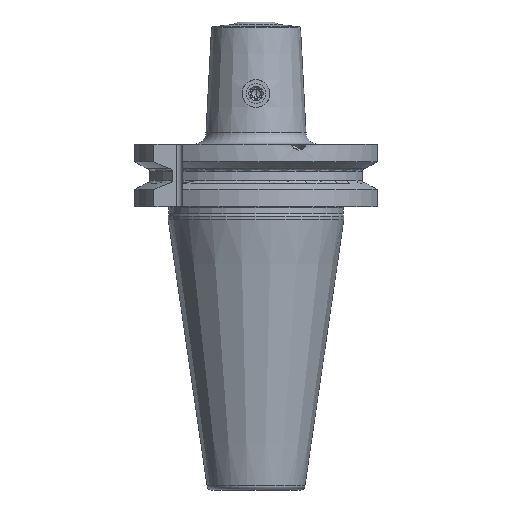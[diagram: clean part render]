
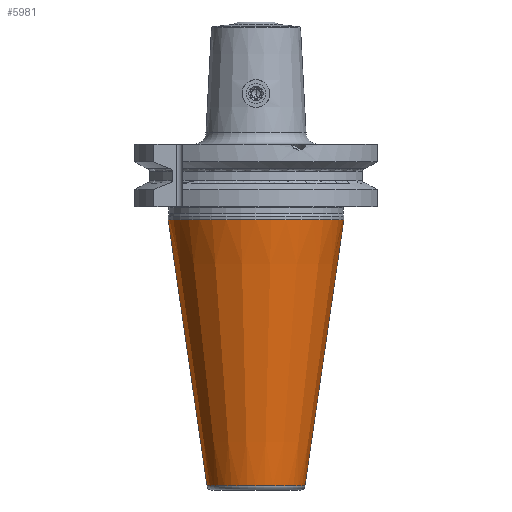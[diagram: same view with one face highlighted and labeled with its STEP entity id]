
A CAD part, left-side view. The second image highlights one B-rep face of the part: STEP entity #5981.
In plain terms, the highlighted conical face has half-angle 8.3 degrees and reference radius 17.311 mm.
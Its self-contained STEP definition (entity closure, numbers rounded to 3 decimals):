
#3055=CARTESIAN_POINT('',(0.,0.,-67.373));
#3056=DIRECTION('',(0.,0.,-1.));
#3057=DIRECTION('',(0.,-1.,0.));
#3058=AXIS2_PLACEMENT_3D('',#3055,#3056,#3057);
#3071=DIRECTION('',(0.,-0.144,-0.99));
#3072=VECTOR('',#3071,68.086);
#3073=CARTESIAN_POINT('',(0.,22.225,0.));
#3074=LINE('',#3073,#3072);
#3078=CARTESIAN_POINT('',(0.,0.,0.));
#3079=DIRECTION('',(0.,0.,-1.));
#3080=DIRECTION('',(0.,-1.,0.));
#3081=AXIS2_PLACEMENT_3D('',#3078,#3079,#3080);
#3086=DIRECTION('',(0.,0.144,-0.99));
#3087=VECTOR('',#3086,68.086);
#3088=CARTESIAN_POINT('',(0.,-22.225,0.));
#3089=LINE('',#3088,#3087);
#3941=CARTESIAN_POINT('',(0.,-22.225,0.));
#3942=VERTEX_POINT('',#3941);
#3943=CARTESIAN_POINT('',(0.,22.225,0.));
#3944=VERTEX_POINT('',#3943);
#4131=CARTESIAN_POINT('',(0.,12.396,-67.373));
#4132=CARTESIAN_POINT('',(0.,-12.396,-67.373));
#4133=VERTEX_POINT('',#4131);
#4134=VERTEX_POINT('',#4132);
#5970=CARTESIAN_POINT('',(0.,0.,-33.687));
#5971=DIRECTION('',(0.,0.,1.));
#5972=DIRECTION('',(0.,1.,0.));
#5973=AXIS2_PLACEMENT_3D('',#5970,#5971,#5972);
#5974=CONICAL_SURFACE('',#5973,17.311,8.3);
#5975=ORIENTED_EDGE('',*,*,#5964,.T.);
#5976=ORIENTED_EDGE('',*,*,#5550,.F.);
#5977=ORIENTED_EDGE('',*,*,#5519,.F.);
#5978=ORIENTED_EDGE('',*,*,#5547,.T.);
#5979=EDGE_LOOP('',(#5975,#5976,#5977,#5978));
#5980=FACE_OUTER_BOUND('',#5979,.F.);
#3059=CIRCLE('',#3058,12.396);
#3082=CIRCLE('',#3081,22.225);
#5519=EDGE_CURVE('',#3942,#3944,#3082,.T.);
#5547=EDGE_CURVE('',#3942,#4134,#3089,.T.);
#5550=EDGE_CURVE('',#3944,#4133,#3074,.T.);
#5964=EDGE_CURVE('',#4134,#4133,#3059,.T.);
#5981=ADVANCED_FACE('',(#5980),#5974,.T.);
